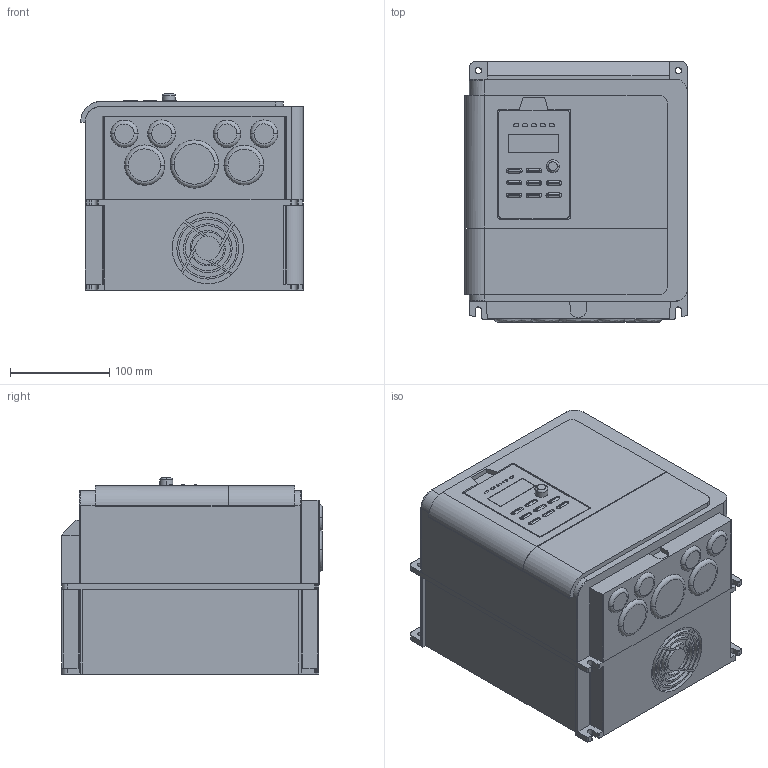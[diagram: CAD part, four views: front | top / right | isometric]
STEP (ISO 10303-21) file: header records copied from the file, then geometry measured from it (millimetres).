
FILE_DESCRIPTION (( 'STEP AP214' ), '1' );
FILE_NAME ('M680-33E075-11TIP20_Ïðåîáðàçîâàòåëü ÷àñòîòû M680 380Â, 3Ô 7,5-11 kW 18 - 24À ñåðèè ONI.STEP', '2019-02-28T14:05:46', ( '' ), ( '' ), 'SwSTEP 2.0', 'SolidWorks 2014', '' );
FILE_SCHEMA (( 'AUTOMOTIVE_DESIGN' ));
Length unit declared in the file: millimetre
Products named in the file (2): M680-33E075-11TIP20_Ïðåîáðàçîâàòåëü ÷àñòîòû M680 380Â, 3Ô 7,5-11 kW 18 - 24À ñåðèè ONI
Bounding box: 224.68 x 263.52 x 198.2 mm (x, y, z)
Volume: 10200354.2 mm3; surface area: 315223.5 mm2
Topology: 1 solids, 1 shells, 386 faces, 1024 edges, 682 vertices
Faces by surface type: plane 198, cylinder 144, bspline 44
Entity records: 17090 total; most frequent: CARTESIAN_POINT 3166, ORIENTED_EDGE 2048, DIRECTION 1992, EDGE_CURVE 1024, AXIS2_PLACEMENT_3D 692, VERTEX_POINT 682, VECTOR 608, LINE 608
